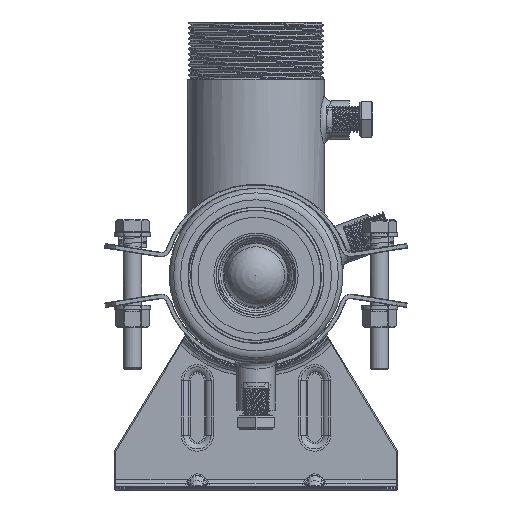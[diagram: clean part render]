
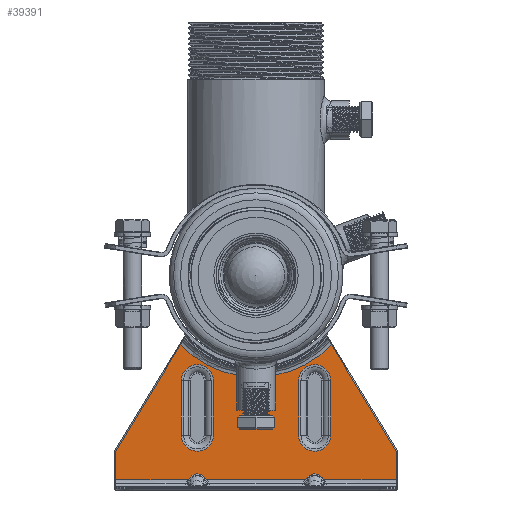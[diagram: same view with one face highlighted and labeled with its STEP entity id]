
A CAD part, left-side view. The second image highlights one B-rep face of the part: STEP entity #39391.
In plain terms, the highlighted face is planar.
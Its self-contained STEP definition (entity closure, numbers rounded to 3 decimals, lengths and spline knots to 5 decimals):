
#1226=ELLIPSE('',#42164,0.00707,0.005);
#1227=ELLIPSE('',#42165,0.00707,0.005);
#2486=LINE('',#91119,#3845);
#2487=LINE('',#91122,#3846);
#2488=LINE('',#91126,#3847);
#2489=LINE('',#91128,#3848);
#2490=LINE('',#91130,#3849);
#2491=LINE('',#91132,#3850);
#2492=LINE('',#91136,#3851);
#2493=LINE('',#91138,#3852);
#2494=LINE('',#91140,#3853);
#2495=LINE('',#91144,#3854);
#2496=LINE('',#91146,#3855);
#2497=LINE('',#91147,#3856);
#2498=LINE('',#91152,#3857);
#2499=LINE('',#91155,#3858);
#2500=LINE('',#91160,#3859);
#3845=VECTOR('',#48161,1.);
#3846=VECTOR('',#48162,1.);
#3847=VECTOR('',#48165,1.);
#3848=VECTOR('',#48166,1.);
#3849=VECTOR('',#48167,1.);
#3850=VECTOR('',#48168,1.);
#3851=VECTOR('',#48171,1.);
#3852=VECTOR('',#48172,1.);
#3853=VECTOR('',#48173,1.);
#3854=VECTOR('',#48176,1.);
#3855=VECTOR('',#48177,1.);
#3856=VECTOR('',#48178,1.);
#3857=VECTOR('',#48181,1.);
#3858=VECTOR('',#48184,1.);
#3859=VECTOR('',#48187,1.);
#5334=PLANE('',#42162);
#19702=ORIENTED_EDGE('',*,*,#26225,.T.);
#19703=ORIENTED_EDGE('',*,*,#26226,.T.);
#19704=ORIENTED_EDGE('',*,*,#26227,.T.);
#19705=ORIENTED_EDGE('',*,*,#26228,.T.);
#19706=ORIENTED_EDGE('',*,*,#26229,.T.);
#19707=ORIENTED_EDGE('',*,*,#26230,.T.);
#19708=ORIENTED_EDGE('',*,*,#26231,.T.);
#19709=ORIENTED_EDGE('',*,*,#26232,.T.);
#19710=ORIENTED_EDGE('',*,*,#26233,.T.);
#19711=ORIENTED_EDGE('',*,*,#26234,.T.);
#19712=ORIENTED_EDGE('',*,*,#26235,.T.);
#19713=ORIENTED_EDGE('',*,*,#26236,.T.);
#19714=ORIENTED_EDGE('',*,*,#26237,.T.);
#19715=ORIENTED_EDGE('',*,*,#26238,.T.);
#19716=ORIENTED_EDGE('',*,*,#26239,.T.);
#19717=ORIENTED_EDGE('',*,*,#26240,.T.);
#19718=ORIENTED_EDGE('',*,*,#26241,.T.);
#19719=ORIENTED_EDGE('',*,*,#26242,.T.);
#19720=ORIENTED_EDGE('',*,*,#26243,.T.);
#19721=ORIENTED_EDGE('',*,*,#26244,.T.);
#19722=ORIENTED_EDGE('',*,*,#26245,.T.);
#19723=ORIENTED_EDGE('',*,*,#26246,.T.);
#26225=EDGE_CURVE('',#30419,#30420,#2486,.T.);
#26226=EDGE_CURVE('',#30420,#30421,#2487,.T.);
#26227=EDGE_CURVE('',#30421,#30422,#31332,.F.);
#26228=EDGE_CURVE('',#30422,#30423,#2488,.F.);
#26229=EDGE_CURVE('',#30423,#30424,#2489,.F.);
#26230=EDGE_CURVE('',#30424,#30425,#2490,.T.);
#26231=EDGE_CURVE('',#30425,#30426,#2491,.T.);
#26232=EDGE_CURVE('',#30426,#30427,#1226,.F.);
#26233=EDGE_CURVE('',#30427,#30428,#2492,.T.);
#26234=EDGE_CURVE('',#30428,#30429,#2493,.T.);
#26235=EDGE_CURVE('',#30429,#30430,#2494,.F.);
#26236=EDGE_CURVE('',#30430,#30431,#1227,.F.);
#26237=EDGE_CURVE('',#30431,#30432,#2495,.F.);
#26238=EDGE_CURVE('',#30432,#30419,#2496,.T.);
#26239=EDGE_CURVE('',#30433,#30434,#2497,.F.);
#26240=EDGE_CURVE('',#30434,#30435,#31333,.F.);
#26241=EDGE_CURVE('',#30435,#30436,#2498,.T.);
#26242=EDGE_CURVE('',#30436,#30433,#31334,.F.);
#26243=EDGE_CURVE('',#30437,#30438,#2499,.F.);
#26244=EDGE_CURVE('',#30438,#30439,#31335,.F.);
#26245=EDGE_CURVE('',#30439,#30440,#2500,.T.);
#26246=EDGE_CURVE('',#30440,#30437,#31336,.F.);
#30419=VERTEX_POINT('',#91120);
#30420=VERTEX_POINT('',#91121);
#30421=VERTEX_POINT('',#91123);
#30422=VERTEX_POINT('',#91125);
#30423=VERTEX_POINT('',#91127);
#30424=VERTEX_POINT('',#91129);
#30425=VERTEX_POINT('',#91131);
#30426=VERTEX_POINT('',#91133);
#30427=VERTEX_POINT('',#91135);
#30428=VERTEX_POINT('',#91137);
#30429=VERTEX_POINT('',#91139);
#30430=VERTEX_POINT('',#91141);
#30431=VERTEX_POINT('',#91143);
#30432=VERTEX_POINT('',#91145);
#30433=VERTEX_POINT('',#91148);
#30434=VERTEX_POINT('',#91149);
#30435=VERTEX_POINT('',#91151);
#30436=VERTEX_POINT('',#91153);
#30437=VERTEX_POINT('',#91156);
#30438=VERTEX_POINT('',#91157);
#30439=VERTEX_POINT('',#91159);
#30440=VERTEX_POINT('',#91161);
#31332=CIRCLE('',#42163,0.04584);
#31333=CIRCLE('',#42166,0.007);
#31334=CIRCLE('',#42167,0.007);
#31335=CIRCLE('',#42168,0.007);
#31336=CIRCLE('',#42169,0.007);
#33941=EDGE_LOOP('',(#19702,#19703,#19704,#19705,#19706,#19707,#19708,#19709,
#19710,#19711,#19712,#19713,#19714,#19715));
#33942=EDGE_LOOP('',(#19716,#19717,#19718,#19719));
#33943=EDGE_LOOP('',(#19720,#19721,#19722,#19723));
#36606=FACE_BOUND('',#33941,.T.);
#36607=FACE_BOUND('',#33942,.T.);
#36608=FACE_BOUND('',#33943,.T.);
#39391=ADVANCED_FACE('',(#36606,#36607,#36608),#5334,.T.);
#42162=AXIS2_PLACEMENT_3D('',#91118,#48159,#48160);
#42163=AXIS2_PLACEMENT_3D('',#91124,#48163,#48164);
#42164=AXIS2_PLACEMENT_3D('',#91134,#48169,#48170);
#42165=AXIS2_PLACEMENT_3D('',#91142,#48174,#48175);
#42166=AXIS2_PLACEMENT_3D('',#91150,#48179,#48180);
#42167=AXIS2_PLACEMENT_3D('',#91154,#48182,#48183);
#42168=AXIS2_PLACEMENT_3D('',#91158,#48185,#48186);
#42169=AXIS2_PLACEMENT_3D('',#91162,#48188,#48189);
#48159=DIRECTION('',(0.,-1.,0.));
#48160=DIRECTION('',(1.,0.,0.));
#48161=DIRECTION('',(0.,0.,1.));
#48162=DIRECTION('',(-0.52,0.,0.854));
#48163=DIRECTION('',(0.,-1.,0.));
#48164=DIRECTION('',(0.,0.,-1.));
#48165=DIRECTION('',(0.52,0.,0.854));
#48166=DIRECTION('',(0.,0.,1.));
#48167=DIRECTION('',(1.,0.,0.));
#48168=DIRECTION('',(0.577,0.,0.816));
#48169=DIRECTION('',(0.,-1.,0.));
#48170=DIRECTION('',(0.,0.,-1.));
#48171=DIRECTION('',(0.577,0.,-0.816));
#48172=DIRECTION('',(1.,0.,0.));
#48173=DIRECTION('',(-0.577,0.,-0.816));
#48174=DIRECTION('',(0.,-1.,0.));
#48175=DIRECTION('',(0.,0.,-1.));
#48176=DIRECTION('',(-0.577,0.,0.816));
#48177=DIRECTION('',(1.,0.,0.));
#48178=DIRECTION('',(0.,0.,-1.));
#48179=DIRECTION('',(0.,-1.,0.));
#48180=DIRECTION('',(0.,0.,-1.));
#48181=DIRECTION('',(0.,0.,-1.));
#48182=DIRECTION('',(0.,-1.,0.));
#48183=DIRECTION('',(0.,0.,-1.));
#48184=DIRECTION('',(0.,0.,-1.));
#48185=DIRECTION('',(0.,-1.,0.));
#48186=DIRECTION('',(0.,0.,-1.));
#48187=DIRECTION('',(0.,0.,-1.));
#48188=DIRECTION('',(0.,-1.,0.));
#48189=DIRECTION('',(0.,0.,-1.));
#91118=CARTESIAN_POINT('',(0.00007,-0.0015,0.05347));
#91119=CARTESIAN_POINT('',(0.0615,-0.0015,0.01702));
#91120=CARTESIAN_POINT('',(0.0615,-0.0015,0.0045));
#91121=CARTESIAN_POINT('',(0.0615,-0.0015,0.01688));
#91122=CARTESIAN_POINT('',(0.03301,-0.0015,0.06372));
#91123=CARTESIAN_POINT('',(0.03308,-0.0015,0.0636));
#91124=CARTESIAN_POINT('',(0.,-0.0015,0.09534));
#91125=CARTESIAN_POINT('',(-0.03308,-0.0015,0.0636));
#91126=CARTESIAN_POINT('',(-0.02862,-0.0015,0.07093));
#91127=CARTESIAN_POINT('',(-0.0615,-0.0015,0.01688));
#91128=CARTESIAN_POINT('',(-0.0615,-0.0015,0.05347));
#91129=CARTESIAN_POINT('',(-0.0615,-0.0015,0.0045));
#91130=CARTESIAN_POINT('',(0.00007,-0.0015,0.0045));
#91131=CARTESIAN_POINT('',(-0.02965,-0.0015,0.0045));
#91132=CARTESIAN_POINT('',(-0.02902,-0.0015,0.00539));
#91133=CARTESIAN_POINT('',(-0.02925,-0.0015,0.00506));
#91134=CARTESIAN_POINT('',(-0.02572,-0.0015,0.00006));
#91135=CARTESIAN_POINT('',(-0.02218,-0.0015,0.00506));
#91136=CARTESIAN_POINT('',(-0.0199,-0.0015,0.00183));
#91137=CARTESIAN_POINT('',(-0.02179,-0.0015,0.0045));
#91138=CARTESIAN_POINT('',(0.00007,-0.0015,0.0045));
#91139=CARTESIAN_POINT('',(0.02179,-0.0015,0.0045));
#91140=CARTESIAN_POINT('',(0.03764,-0.0015,0.02691));
#91141=CARTESIAN_POINT('',(0.02218,-0.0015,0.00506));
#91142=CARTESIAN_POINT('',(0.02572,-0.0015,0.00006));
#91143=CARTESIAN_POINT('',(0.02925,-0.0015,0.00506));
#91144=CARTESIAN_POINT('',(-0.0033,-0.0015,0.05109));
#91145=CARTESIAN_POINT('',(0.02965,-0.0015,0.0045));
#91146=CARTESIAN_POINT('',(0.00007,-0.0015,0.0045));
#91147=CARTESIAN_POINT('',(0.01872,-0.0015,0.04799));
#91148=CARTESIAN_POINT('',(0.01872,-0.0015,0.02399));
#91149=CARTESIAN_POINT('',(0.01872,-0.0015,0.04799));
#91150=CARTESIAN_POINT('',(0.02572,-0.0015,0.04799));
#91151=CARTESIAN_POINT('',(0.03272,-0.0015,0.04799));
#91152=CARTESIAN_POINT('',(0.03272,-0.0015,0.05347));
#91153=CARTESIAN_POINT('',(0.03272,-0.0015,0.02399));
#91154=CARTESIAN_POINT('',(0.02572,-0.0015,0.02399));
#91155=CARTESIAN_POINT('',(-0.03272,-0.0015,0.04799));
#91156=CARTESIAN_POINT('',(-0.03272,-0.0015,0.02399));
#91157=CARTESIAN_POINT('',(-0.03272,-0.0015,0.04799));
#91158=CARTESIAN_POINT('',(-0.02572,-0.0015,0.04799));
#91159=CARTESIAN_POINT('',(-0.01872,-0.0015,0.04799));
#91160=CARTESIAN_POINT('',(-0.01872,-0.0015,0.05347));
#91161=CARTESIAN_POINT('',(-0.01872,-0.0015,0.02399));
#91162=CARTESIAN_POINT('',(-0.02572,-0.0015,0.02399));
